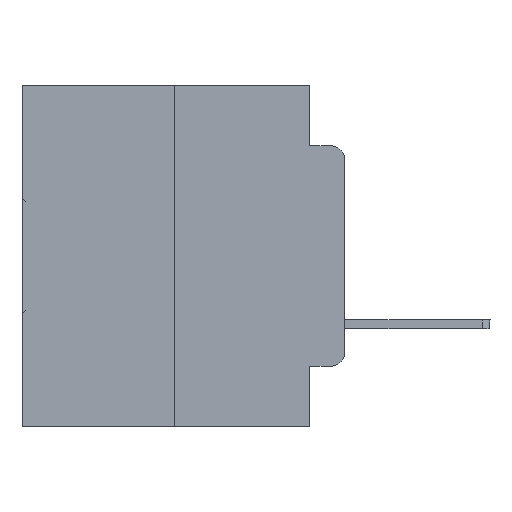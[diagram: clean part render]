
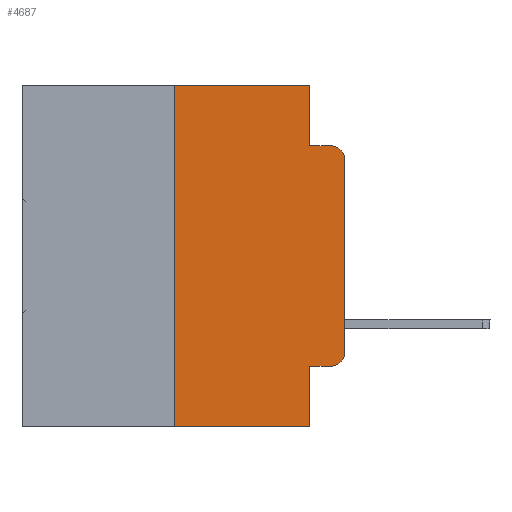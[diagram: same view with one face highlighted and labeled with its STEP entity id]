
A CAD part, left-side view. The second image highlights one B-rep face of the part: STEP entity #4687.
In plain terms, the highlighted planar face has unit normal (-1, 0, 0).
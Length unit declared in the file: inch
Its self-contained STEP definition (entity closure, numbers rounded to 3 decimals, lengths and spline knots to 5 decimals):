
#4 = DIRECTION ( 'NONE',  ( 0., -1., 0. ) ) ;
#172 = CARTESIAN_POINT ( 'NONE',  ( 0., 0.02, -0.0885 ) ) ;
#378 = VERTEX_POINT ( 'NONE', #12081 ) ;
#707 = LINE ( 'NONE', #12331, #14511 ) ;
#1202 = ORIENTED_EDGE ( 'NONE', *, *, #14160, .F. ) ;
#2276 = ORIENTED_EDGE ( 'NONE', *, *, #21876, .F. ) ;
#2382 = CARTESIAN_POINT ( 'NONE',  ( 0., 0., -0.1085 ) ) ;
#2856 = EDGE_CURVE ( 'NONE', #7349, #11453, #19059, .T. ) ;
#2954 = LINE ( 'NONE', #19010, #10821 ) ;
#3706 = CARTESIAN_POINT ( 'NONE',  ( 0., 0.051, -0.0885 ) ) ;
#3757 = EDGE_CURVE ( 'NONE', #22863, #12726, #23866, .T. ) ;
#4065 = DIRECTION ( 'NONE',  ( 0., 0., 1. ) ) ;
#4131 = EDGE_CURVE ( 'NONE', #28836, #23178, #7121, .T. ) ;
#4475 = LINE ( 'NONE', #4622, #5152 ) ;
#4570 = LINE ( 'NONE', #11534, #13632 ) ;
#4622 = CARTESIAN_POINT ( 'NONE',  ( 0., 0.473, 0. ) ) ;
#4687 = ADVANCED_FACE ( 'NONE', ( #24346 ), #17273, .F. ) ;
#4709 = AXIS2_PLACEMENT_3D ( 'NONE', #7544, #21280, #7847 ) ;
#4902 = VECTOR ( 'NONE', #23470, 39.37008 ) ;
#5152 = VECTOR ( 'NONE', #16835, 39.37008 ) ;
#5160 = ORIENTED_EDGE ( 'NONE', *, *, #15873, .T. ) ;
#5319 = CARTESIAN_POINT ( 'NONE',  ( 0., 0., -0.3915 ) ) ;
#6344 = EDGE_CURVE ( 'NONE', #12535, #22863, #18728, .T. ) ;
#6806 = CARTESIAN_POINT ( 'NONE',  ( 0., 0.02, -0.4115 ) ) ;
#7027 = DIRECTION ( 'NONE',  ( 0., -1., 0. ) ) ;
#7121 = LINE ( 'NONE', #27804, #4902 ) ;
#7149 = EDGE_CURVE ( 'NONE', #28836, #12535, #2954, .T. ) ;
#7321 = ORIENTED_EDGE ( 'NONE', *, *, #2856, .F. ) ;
#7349 = VERTEX_POINT ( 'NONE', #3706 ) ;
#7477 = CARTESIAN_POINT ( 'NONE',  ( 0., 0.051, -0.0885 ) ) ;
#7507 = CARTESIAN_POINT ( 'NONE',  ( 0., 0.02, -0.3915 ) ) ;
#7544 = CARTESIAN_POINT ( 'NONE',  ( 0., 0.473, 0. ) ) ;
#7847 = DIRECTION ( 'NONE',  ( 0., 0., -1. ) ) ;
#7874 = CARTESIAN_POINT ( 'NONE',  ( 0., 0.02, -0.1085 ) ) ;
#8683 = EDGE_CURVE ( 'NONE', #378, #11640, #29370, .T. ) ;
#9318 = CARTESIAN_POINT ( 'NONE',  ( 0., 0.051, -0.5 ) ) ;
#9987 = DIRECTION ( 'NONE',  ( -1., 0., 0. ) ) ;
#10797 = CARTESIAN_POINT ( 'NONE',  ( 0., 0.051, 0. ) ) ;
#10821 = VECTOR ( 'NONE', #4, 39.37008 ) ;
#11453 = VERTEX_POINT ( 'NONE', #172 ) ;
#11534 = CARTESIAN_POINT ( 'NONE',  ( 0., 0.473, -0.5 ) ) ;
#11640 = VERTEX_POINT ( 'NONE', #18251 ) ;
#11881 = DIRECTION ( 'NONE',  ( 0., 0., -1. ) ) ;
#12016 = DIRECTION ( 'NONE',  ( 0., 0., 1. ) ) ;
#12081 = CARTESIAN_POINT ( 'NONE',  ( 0., 0.25, -0.5 ) ) ;
#12331 = CARTESIAN_POINT ( 'NONE',  ( 0., 0.051, 0. ) ) ;
#12535 = VERTEX_POINT ( 'NONE', #6806 ) ;
#12643 = ORIENTED_EDGE ( 'NONE', *, *, #6344, .T. ) ;
#12702 = EDGE_CURVE ( 'NONE', #12726, #11453, #30207, .T. ) ;
#12726 = VERTEX_POINT ( 'NONE', #2382 ) ;
#13632 = VECTOR ( 'NONE', #30045, 39.37008 ) ;
#14143 = ORIENTED_EDGE ( 'NONE', *, *, #7149, .T. ) ;
#14160 = EDGE_CURVE ( 'NONE', #23391, #7349, #707, .T. ) ;
#14511 = VECTOR ( 'NONE', #11881, 39.37008 ) ;
#15873 = EDGE_CURVE ( 'NONE', #378, #23178, #4570, .T. ) ;
#16158 = DIRECTION ( 'NONE',  ( -1., 0., 0. ) ) ;
#16761 = DIRECTION ( 'NONE',  ( 0., 0., -1. ) ) ;
#16835 = DIRECTION ( 'NONE',  ( 0., -1., 0. ) ) ;
#17273 = PLANE ( 'NONE',  #4709 ) ;
#18251 = CARTESIAN_POINT ( 'NONE',  ( 0., 0.25, 0. ) ) ;
#18728 = CIRCLE ( 'NONE', #28598, 0.02 ) ;
#19010 = CARTESIAN_POINT ( 'NONE',  ( 0., 0.051, -0.4115 ) ) ;
#19059 = LINE ( 'NONE', #7477, #20443 ) ;
#19345 = ORIENTED_EDGE ( 'NONE', *, *, #4131, .F. ) ;
#19390 = DIRECTION ( 'NONE',  ( 0., 0., -1. ) ) ;
#20106 = CARTESIAN_POINT ( 'NONE',  ( 0., 0.25, 0. ) ) ;
#20443 = VECTOR ( 'NONE', #7027, 39.37008 ) ;
#21280 = DIRECTION ( 'NONE',  ( 1., 0., 0. ) ) ;
#21867 = CARTESIAN_POINT ( 'NONE',  ( 0., 0., 0. ) ) ;
#21876 = EDGE_CURVE ( 'NONE', #11640, #23391, #4475, .T. ) ;
#22291 = ORIENTED_EDGE ( 'NONE', *, *, #12702, .T. ) ;
#22535 = CARTESIAN_POINT ( 'NONE',  ( 0., 0.051, -0.4115 ) ) ;
#22863 = VERTEX_POINT ( 'NONE', #5319 ) ;
#23178 = VERTEX_POINT ( 'NONE', #9318 ) ;
#23391 = VERTEX_POINT ( 'NONE', #10797 ) ;
#23470 = DIRECTION ( 'NONE',  ( 0., 0., -1. ) ) ;
#23866 = LINE ( 'NONE', #21867, #28903 ) ;
#24294 = AXIS2_PLACEMENT_3D ( 'NONE', #7874, #16158, #16761 ) ;
#24346 = FACE_OUTER_BOUND ( 'NONE', #27774, .T. ) ;
#25147 = ORIENTED_EDGE ( 'NONE', *, *, #3757, .T. ) ;
#27774 = EDGE_LOOP ( 'NONE', ( #25147, #22291, #7321, #1202, #2276, #28877, #5160, #19345, #14143, #12643 ) ) ;
#27804 = CARTESIAN_POINT ( 'NONE',  ( 0., 0.051, 0. ) ) ;
#28598 = AXIS2_PLACEMENT_3D ( 'NONE', #7507, #9987, #19390 ) ;
#28731 = VECTOR ( 'NONE', #4065, 39.37008 ) ;
#28836 = VERTEX_POINT ( 'NONE', #22535 ) ;
#28877 = ORIENTED_EDGE ( 'NONE', *, *, #8683, .F. ) ;
#28903 = VECTOR ( 'NONE', #12016, 39.37008 ) ;
#29370 = LINE ( 'NONE', #20106, #28731 ) ;
#30045 = DIRECTION ( 'NONE',  ( 0., -1., 0. ) ) ;
#30207 = CIRCLE ( 'NONE', #24294, 0.02 ) ;
